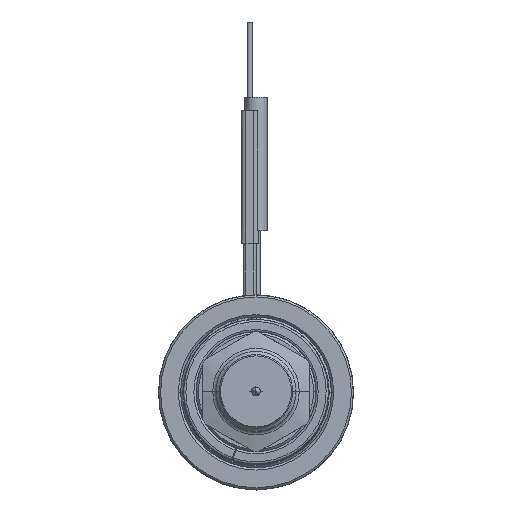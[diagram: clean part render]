
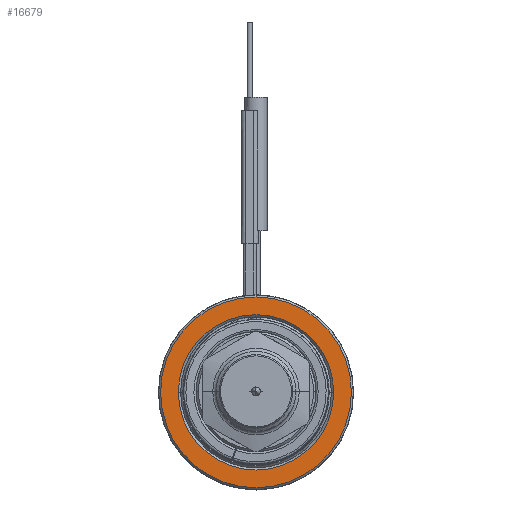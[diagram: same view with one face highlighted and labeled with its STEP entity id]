
A CAD part, top view. The second image highlights one B-rep face of the part: STEP entity #16679.
In plain terms, the highlighted planar face has unit normal (0, 0, 1).
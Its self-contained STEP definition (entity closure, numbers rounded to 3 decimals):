
#6402=CARTESIAN_POINT('',(0.,0.,40.));
#6403=DIRECTION('',(0.,0.,-1.));
#6404=DIRECTION('',(-1.,0.,0.));
#6405=AXIS2_PLACEMENT_3D('',#6402,#6403,#6404);
#6416=CARTESIAN_POINT('',(0.,0.,
40.));
#6417=DIRECTION('',(0.,0.,-1.));
#6418=DIRECTION('',(1.,0.,0.));
#6419=AXIS2_PLACEMENT_3D('',#6416,#6417,#6418);
#6430=CARTESIAN_POINT('',(0.,0.,
40.));
#6431=DIRECTION('',(0.,0.,-1.));
#6432=DIRECTION('',(1.,0.,0.));
#6433=AXIS2_PLACEMENT_3D('',#6430,#6431,#6432);
#6444=CARTESIAN_POINT('',(0.,0.,
40.));
#6445=DIRECTION('',(0.,0.,-1.));
#6446=DIRECTION('',(-1.,0.,0.));
#6447=AXIS2_PLACEMENT_3D('',#6444,#6445,#6446);
#6634=CARTESIAN_POINT('',(21.5,0.,40.));
#6635=CARTESIAN_POINT('',(-21.5,0.,40.));
#6636=VERTEX_POINT('',#6634);
#6637=VERTEX_POINT('',#6635);
#6638=CARTESIAN_POINT('',(17.5,0.,40.));
#6639=CARTESIAN_POINT('',(-17.5,0.,40.));
#6640=VERTEX_POINT('',#6638);
#6641=VERTEX_POINT('',#6639);
#16664=CARTESIAN_POINT('',(0.,0.,40.));
#16665=DIRECTION('',(0.,0.,1.));
#16666=DIRECTION('',(-1.,0.,0.));
#16667=AXIS2_PLACEMENT_3D('',#16664,#16665,#16666);
#16668=PLANE('',#16667);
#16669=ORIENTED_EDGE('',*,*,#16646,.T.);
#16670=ORIENTED_EDGE('',*,*,#16631,.T.);
#16671=EDGE_LOOP('',(#16669,#16670));
#16672=FACE_OUTER_BOUND('',#16671,.F.);
#16674=ORIENTED_EDGE('',*,*,#16673,.F.);
#16676=ORIENTED_EDGE('',*,*,#16675,.F.);
#16677=EDGE_LOOP('',(#16674,#16676));
#16678=FACE_BOUND('',#16677,.F.);
#6406=CIRCLE('',#6405,21.5);
#6420=CIRCLE('',#6419,21.5);
#6434=CIRCLE('',#6433,17.5);
#6448=CIRCLE('',#6447,17.5);
#16631=EDGE_CURVE('',#6637,#6636,#6406,.T.);
#16646=EDGE_CURVE('',#6636,#6637,#6420,.T.);
#16673=EDGE_CURVE('',#6640,#6641,#6434,.T.);
#16675=EDGE_CURVE('',#6641,#6640,#6448,.T.);
#16679=ADVANCED_FACE('',(#16672,#16678),#16668,.T.);
